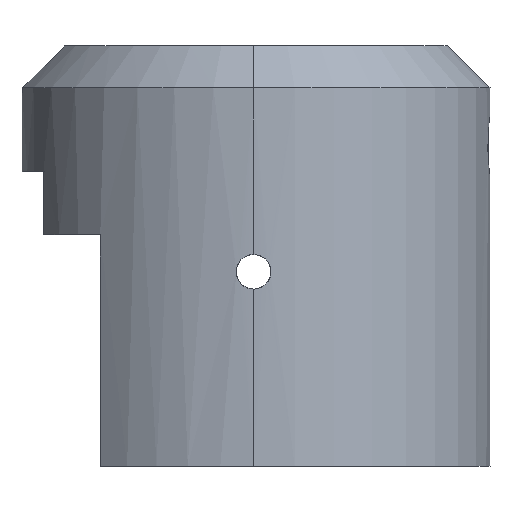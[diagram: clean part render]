
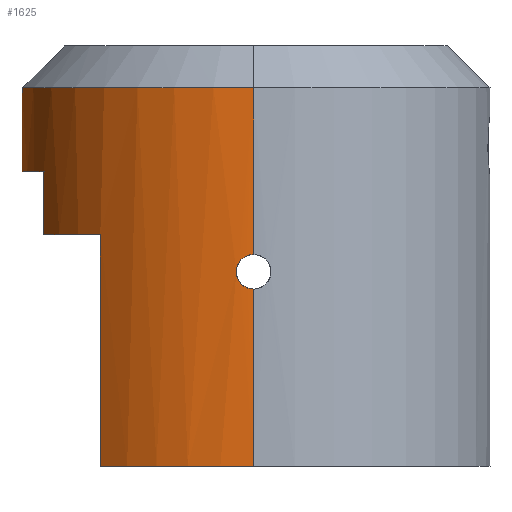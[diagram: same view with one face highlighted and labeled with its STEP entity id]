
A CAD part, left-side view. The second image highlights one B-rep face of the part: STEP entity #1625.
In plain terms, the highlighted cylindrical face has radius 22.5 mm (diameter 45 mm), a partial arc.
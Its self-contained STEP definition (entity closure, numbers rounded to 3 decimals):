
#41 = CARTESIAN_POINT ( 'NONE',  ( -22.5, 0., 16.85 ) ) ;
#291 = CARTESIAN_POINT ( 'NONE',  ( -22.5, 0., 20.15 ) ) ;
#572 = CARTESIAN_POINT ( 'NONE',  ( -22.5, 0., 36. ) ) ;
#984 = VERTEX_POINT ( 'NONE', #41 ) ;
#1079 = VERTEX_POINT ( 'NONE', #291 ) ;
#1213 = VERTEX_POINT ( 'NONE', #572 ) ;
#1278 = VERTEX_POINT ( 'NONE', #2229 ) ;
#1305 = EDGE_CURVE ( 'NONE', #1213, #1079, #2293, .T. ) ;
#1338 = EDGE_CURVE ( 'NONE', #984, #1278, #2400, .T. ) ;
#1448 = VERTEX_POINT ( 'NONE', #2618 ) ;
#1496 = VERTEX_POINT ( 'NONE', #2720 ) ;
#1502 = EDGE_CURVE ( 'NONE', #1496, #1512, #2713, .T. ) ;
#1512 = VERTEX_POINT ( 'NONE', #2753 ) ;
#1523 = EDGE_CURVE ( 'NONE', #1524, #1448, #2795, .T. ) ;
#1524 = VERTEX_POINT ( 'NONE', #2790 ) ;
#1599 = EDGE_LOOP ( 'NONE', ( #1630, #1629, #1661, #1675, #1667, #1670, #1671, #1664, #1666, #1638 ) ) ;
#1625 = ADVANCED_FACE ( 'NONE', ( #2925 ), #2924, .T. ) ;
#1627 = EDGE_CURVE ( 'NONE', #1524, #1512, #2979, .T. ) ;
#1628 = VERTEX_POINT ( 'NONE', #2975 ) ;
#1629 = ORIENTED_EDGE ( 'NONE', *, *, #1669, .T. ) ;
#1630 = ORIENTED_EDGE ( 'NONE', *, *, #1305, .F. ) ;
#1638 = ORIENTED_EDGE ( 'NONE', *, *, #1673, .T. ) ;
#1648 = VERTEX_POINT ( 'NONE', #3002 ) ;
#1661 = ORIENTED_EDGE ( 'NONE', *, *, #1662, .T. ) ;
#1662 = EDGE_CURVE ( 'NONE', #1628, #1448, #2991, .T. ) ;
#1664 = ORIENTED_EDGE ( 'NONE', *, *, #1665, .T. ) ;
#1665 = EDGE_CURVE ( 'NONE', #1648, #1278, #3049, .T. ) ;
#1666 = ORIENTED_EDGE ( 'NONE', *, *, #1338, .F. ) ;
#1667 = ORIENTED_EDGE ( 'NONE', *, *, #1627, .T. ) ;
#1669 = EDGE_CURVE ( 'NONE', #1213, #1628, #3043, .T. ) ;
#1670 = ORIENTED_EDGE ( 'NONE', *, *, #1502, .F. ) ;
#1671 = ORIENTED_EDGE ( 'NONE', *, *, #1672, .T. ) ;
#1672 = EDGE_CURVE ( 'NONE', #1496, #1648, #3038, .T. ) ;
#1673 = EDGE_CURVE ( 'NONE', #984, #1079, #3024, .T. ) ;
#1675 = ORIENTED_EDGE ( 'NONE', *, *, #1523, .F. ) ;
#2229 = CARTESIAN_POINT ( 'NONE',  ( -22.5, 0., 0. ) ) ;
#2284 = DIRECTION ( 'NONE',  ( 0., 0., -1. ) ) ;
#2285 = VECTOR ( 'NONE', #2284, 1000. ) ;
#2292 = CARTESIAN_POINT ( 'NONE',  ( -22.5, 0., 40. ) ) ;
#2293 = LINE ( 'NONE', #2292, #2285 ) ;
#2397 = DIRECTION ( 'NONE',  ( 0., 0., -1. ) ) ;
#2398 = VECTOR ( 'NONE', #2397, 1000. ) ;
#2399 = CARTESIAN_POINT ( 'NONE',  ( -22.5, 0., 40. ) ) ;
#2400 = LINE ( 'NONE', #2399, #2398 ) ;
#2618 = CARTESIAN_POINT ( 'NONE',  ( -4.5, 22.045, 28. ) ) ;
#2709 = DIRECTION ( 'NONE',  ( 1., 0., 0. ) ) ;
#2710 = DIRECTION ( 'NONE',  ( 0., 0., -1. ) ) ;
#2711 = CARTESIAN_POINT ( 'NONE',  ( 0., 0., 22. ) ) ;
#2712 = AXIS2_PLACEMENT_3D ( 'NONE', #2711, #2710, #2709 ) ;
#2713 = CIRCLE ( 'NONE', #2712, 22.5 ) ;
#2720 = CARTESIAN_POINT ( 'NONE',  ( -17.124, 14.595, 22. ) ) ;
#2753 = CARTESIAN_POINT ( 'NONE',  ( -10.3, 20.004, 22. ) ) ;
#2790 = CARTESIAN_POINT ( 'NONE',  ( -10.3, 20.004, 28. ) ) ;
#2791 = DIRECTION ( 'NONE',  ( 1., 0., 0. ) ) ;
#2792 = DIRECTION ( 'NONE',  ( 0., 0., -1. ) ) ;
#2793 = CARTESIAN_POINT ( 'NONE',  ( 0., 0., 28. ) ) ;
#2794 = AXIS2_PLACEMENT_3D ( 'NONE', #2793, #2792, #2791 ) ;
#2795 = CIRCLE ( 'NONE', #2794, 22.5 ) ;
#2924 = CYLINDRICAL_SURFACE ( 'NONE', #2987, 22.5 ) ;
#2925 = FACE_OUTER_BOUND ( 'NONE', #1599, .T. ) ;
#2975 = CARTESIAN_POINT ( 'NONE',  ( -4.5, 22.045, 36. ) ) ;
#2976 = DIRECTION ( 'NONE',  ( 0., 0., -1. ) ) ;
#2977 = VECTOR ( 'NONE', #2976, 1000. ) ;
#2978 = CARTESIAN_POINT ( 'NONE',  ( -10.3, 20.004, 49.8 ) ) ;
#2979 = LINE ( 'NONE', #2978, #2977 ) ;
#2984 = DIRECTION ( 'NONE',  ( -1., 0., 0. ) ) ;
#2985 = DIRECTION ( 'NONE',  ( 0., 0., -1. ) ) ;
#2986 = CARTESIAN_POINT ( 'NONE',  ( 0., 0., 40. ) ) ;
#2987 = AXIS2_PLACEMENT_3D ( 'NONE', #2986, #2985, #2984 ) ;
#2988 = DIRECTION ( 'NONE',  ( 0., 0., -1. ) ) ;
#2989 = VECTOR ( 'NONE', #2988, 1000. ) ;
#2990 = CARTESIAN_POINT ( 'NONE',  ( -4.5, 22.045, 40. ) ) ;
#2991 = LINE ( 'NONE', #2990, #2989 ) ;
#3002 = CARTESIAN_POINT ( 'NONE',  ( -17.124, 14.595, 0. ) ) ;
#3022 = CARTESIAN_POINT ( 'NONE',  ( -22.499, 0.216, 16.861 ) ) ;
#3023 = CARTESIAN_POINT ( 'NONE',  ( -22.5, 0.109, 16.85 ) ) ;
#3024 = B_SPLINE_CURVE_WITH_KNOTS ( 'NONE', 3,
 ( #3025, #3023, #3022, #3089, #3088, #3087, #3086, #3085, #3084, #3083, #3082, #3081, #3080, #3079, #3078, #3077, #3076, #3075, #3074, #3073, #3072, #3071, #3070, #3069, #3068, #3067, #3066, #3065, #3064, #3063 ),
 .UNSPECIFIED., .F., .F.,
 ( 4, 2, 2, 2, 2, 2, 2, 2, 2, 2, 2, 2, 2, 2, 4 ),
 ( 0., 0., 0.001, 0.001, 0.001, 0.002, 0.003, 0.003, 0.003, 0.004, 0.004, 0.004, 0.005, 0.005, 0.005 ),
 .UNSPECIFIED. ) ;
#3025 = CARTESIAN_POINT ( 'NONE',  ( -22.5, 0., 16.85 ) ) ;
#3035 = DIRECTION ( 'NONE',  ( 0., 0., -1. ) ) ;
#3036 = VECTOR ( 'NONE', #3035, 1000. ) ;
#3037 = CARTESIAN_POINT ( 'NONE',  ( -17.124, 14.595, 75.822 ) ) ;
#3038 = LINE ( 'NONE', #3037, #3036 ) ;
#3039 = DIRECTION ( 'NONE',  ( 1., 0., 0. ) ) ;
#3040 = DIRECTION ( 'NONE',  ( 0., 0., -1. ) ) ;
#3041 = CARTESIAN_POINT ( 'NONE',  ( 0., 0., 36. ) ) ;
#3042 = AXIS2_PLACEMENT_3D ( 'NONE', #3041, #3040, #3039 ) ;
#3043 = CIRCLE ( 'NONE', #3042, 22.5 ) ;
#3045 = DIRECTION ( 'NONE',  ( 1., 0., 0. ) ) ;
#3046 = DIRECTION ( 'NONE',  ( 0., 0., 1. ) ) ;
#3047 = CARTESIAN_POINT ( 'NONE',  ( 0., 0., 0. ) ) ;
#3048 = AXIS2_PLACEMENT_3D ( 'NONE', #3047, #3046, #3045 ) ;
#3049 = CIRCLE ( 'NONE', #3048, 22.5 ) ;
#3063 = CARTESIAN_POINT ( 'NONE',  ( -22.5, 0., 20.15 ) ) ;
#3064 = CARTESIAN_POINT ( 'NONE',  ( -22.5, 0.108, 20.15 ) ) ;
#3065 = CARTESIAN_POINT ( 'NONE',  ( -22.499, 0.217, 20.139 ) ) ;
#3066 = CARTESIAN_POINT ( 'NONE',  ( -22.496, 0.429, 20.097 ) ) ;
#3067 = CARTESIAN_POINT ( 'NONE',  ( -22.494, 0.531, 20.066 ) ) ;
#3068 = CARTESIAN_POINT ( 'NONE',  ( -22.488, 0.731, 19.983 ) ) ;
#3069 = CARTESIAN_POINT ( 'NONE',  ( -22.485, 0.828, 19.931 ) ) ;
#3070 = CARTESIAN_POINT ( 'NONE',  ( -22.478, 1.007, 19.812 ) ) ;
#3071 = CARTESIAN_POINT ( 'NONE',  ( -22.474, 1.09, 19.744 ) ) ;
#3072 = CARTESIAN_POINT ( 'NONE',  ( -22.466, 1.244, 19.589 ) ) ;
#3073 = CARTESIAN_POINT ( 'NONE',  ( -22.462, 1.312, 19.506 ) ) ;
#3074 = CARTESIAN_POINT ( 'NONE',  ( -22.454, 1.432, 19.327 ) ) ;
#3075 = CARTESIAN_POINT ( 'NONE',  ( -22.451, 1.483, 19.231 ) ) ;
#3076 = CARTESIAN_POINT ( 'NONE',  ( -22.445, 1.566, 19.031 ) ) ;
#3077 = CARTESIAN_POINT ( 'NONE',  ( -22.443, 1.597, 18.928 ) ) ;
#3078 = CARTESIAN_POINT ( 'NONE',  ( -22.44, 1.639, 18.716 ) ) ;
#3079 = CARTESIAN_POINT ( 'NONE',  ( -22.439, 1.65, 18.607 ) ) ;
#3080 = CARTESIAN_POINT ( 'NONE',  ( -22.439, 1.65, 18.284 ) ) ;
#3081 = CARTESIAN_POINT ( 'NONE',  ( -22.443, 1.607, 18.067 ) ) ;
#3082 = CARTESIAN_POINT ( 'NONE',  ( -22.454, 1.442, 17.67 ) ) ;
#3083 = CARTESIAN_POINT ( 'NONE',  ( -22.462, 1.319, 17.486 ) ) ;
#3084 = CARTESIAN_POINT ( 'NONE',  ( -22.474, 1.091, 17.257 ) ) ;
#3085 = CARTESIAN_POINT ( 'NONE',  ( -22.478, 1.006, 17.188 ) ) ;
#3086 = CARTESIAN_POINT ( 'NONE',  ( -22.485, 0.827, 17.068 ) ) ;
#3087 = CARTESIAN_POINT ( 'NONE',  ( -22.488, 0.732, 17.017 ) ) ;
#3088 = CARTESIAN_POINT ( 'NONE',  ( -22.494, 0.532, 16.934 ) ) ;
#3089 = CARTESIAN_POINT ( 'NONE',  ( -22.496, 0.427, 16.903 ) ) ;
